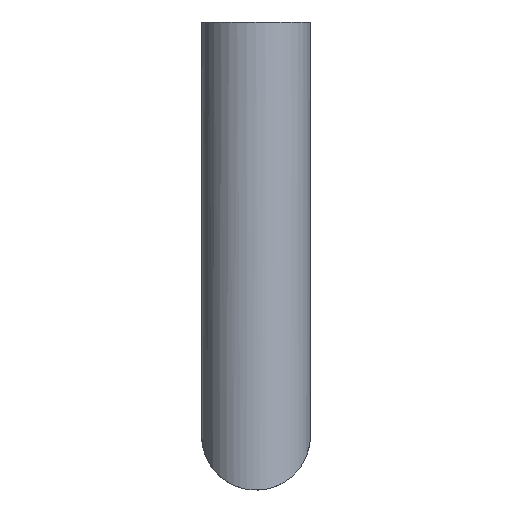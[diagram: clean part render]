
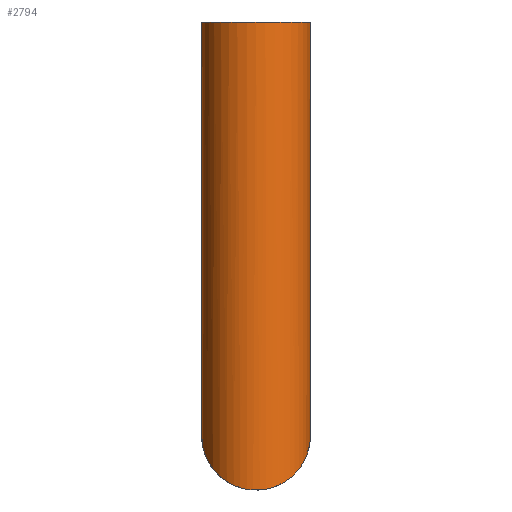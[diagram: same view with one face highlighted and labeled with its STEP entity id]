
A CAD part, front view. The second image highlights one B-rep face of the part: STEP entity #2794.
In plain terms, the highlighted cylindrical face has radius 4.45 mm (diameter 8.9 mm), a partial arc.
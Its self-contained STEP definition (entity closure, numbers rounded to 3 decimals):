
#2522=CARTESIAN_POINT('',(8.9,-120.55,38.3));
#2523=VERTEX_POINT('',#2522);
#2524=CARTESIAN_POINT('',(0.0,-120.55,38.3));
#2525=VERTEX_POINT('',#2524);
#2526=CARTESIAN_POINT('',(4.45,-120.55,38.3));
#2527=DIRECTION('',(0.0,0.0,-1.0));
#2528=DIRECTION('',(-1.0,0.0,0.0));
#2529=AXIS2_PLACEMENT_3D('',#2526,#2527,#2528);
#2530=CIRCLE('',#2529,4.45);
#2531=EDGE_CURVE('',#2523,#2525,#2530,.T.);
#2675=CARTESIAN_POINT('',(8.9,-120.55,4.45));
#2676=VERTEX_POINT('',#2675);
#2677=CARTESIAN_POINT('',(8.9,-120.55,4.45));
#2678=DIRECTION('',(0.0,0.0,1.0));
#2679=VECTOR('',#2678,33.85);
#2680=LINE('',#2677,#2679);
#2681=EDGE_CURVE('',#2676,#2523,#2680,.T.);
#2770=CARTESIAN_POINT('',(4.45,-120.55,0.0));
#2771=DIRECTION('',(0.0,0.0,1.0));
#2772=DIRECTION('',(-1.0,0.0,0.0));
#2773=AXIS2_PLACEMENT_3D('',#2770,#2771,#2772);
#2774=CYLINDRICAL_SURFACE('',#2773,4.45);
#2775=ORIENTED_EDGE('',*,*,#2531,.T.);
#2776=CARTESIAN_POINT('',(0.0,-120.55,4.45));
#2777=VERTEX_POINT('',#2776);
#2778=CARTESIAN_POINT('',(0.0,-120.55,4.45));
#2779=DIRECTION('',(0.0,0.0,1.0));
#2780=VECTOR('',#2779,33.85);
#2781=LINE('',#2778,#2780);
#2782=EDGE_CURVE('',#2777,#2525,#2781,.T.);
#2783=ORIENTED_EDGE('',*,*,#2782,.F.);
#2784=CARTESIAN_POINT('',(4.45,-120.55,4.45));
#2785=DIRECTION('',(0.,-0.707,0.707));
#2786=DIRECTION('',(0.,-0.707,-0.707));
#2787=AXIS2_PLACEMENT_3D('',#2784,#2785,#2786);
#2788=ELLIPSE('',#2787,6.293,4.45);
#2789=EDGE_CURVE('',#2777,#2676,#2788,.T.);
#2790=ORIENTED_EDGE('',*,*,#2789,.T.);
#2791=ORIENTED_EDGE('',*,*,#2681,.T.);
#2792=EDGE_LOOP('',(#2775,#2783,#2790,#2791));
#2793=FACE_OUTER_BOUND('',#2792,.T.);
#2794=ADVANCED_FACE('',(#2793),#2774,.T.);
